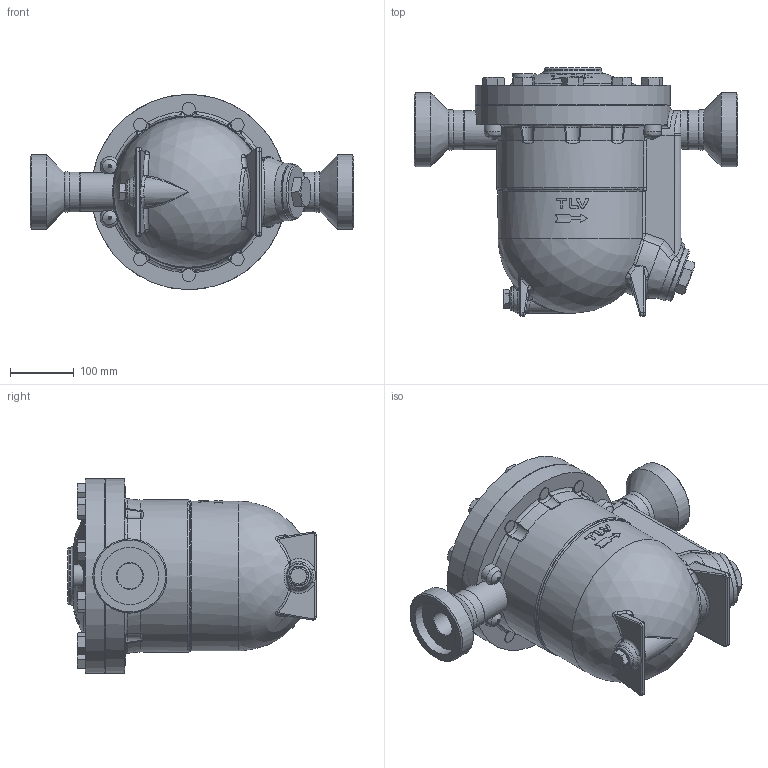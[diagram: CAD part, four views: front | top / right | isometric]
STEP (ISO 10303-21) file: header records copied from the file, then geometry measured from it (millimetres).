
FILE_DESCRIPTION((''),'2;1');
FILE_NAME('ah75r-080-sw000-00.stp','2014-02-19T11:03:38',('nakaot'),(''),'Autodesk Inventor 2012','Autodesk Inventor 2012','');
FILE_SCHEMA(('AUTOMOTIVE_DESIGN { 1 0 10303 214 1 1 1 1 }'));
Length unit declared in the file: millimetre
Products named in the file (1): ah75r-080-sw000-00
Bounding box: 506 x 387.8 x 305 mm (x, y, z)
Volume: 18542123 mm3; surface area: 668384.2 mm2
Topology: 1 solids, 1 shells, 568 faces, 1405 edges, 865 vertices
Faces by surface type: plane 184, bspline 133, cylinder 112, cone 85, torus 44, sphere 10
Full cylindrical faces by diameter (mm): 20 x16, 21 x1, 22.2 x1, 23 x10, 36 x1, 40 x2, 60 x2, 62 x2, 83 x1, 85 x1, 89.8 x2, 90 x1, 116 x2, 200 x1, 305 x2
Entity records: 26394 total; most frequent: CARTESIAN_POINT 14662, ORIENTED_EDGE 2562, DIRECTION 2124, EDGE_CURVE 1281, AXIS2_PLACEMENT_3D 912, VERTEX_POINT 837, EDGE_LOOP 710, FACE_OUTER_BOUND 568
